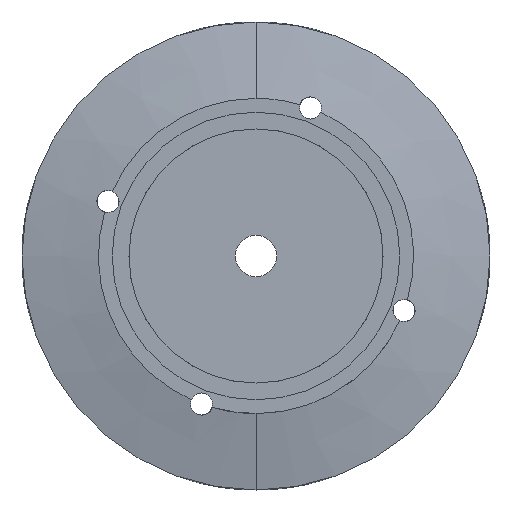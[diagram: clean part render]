
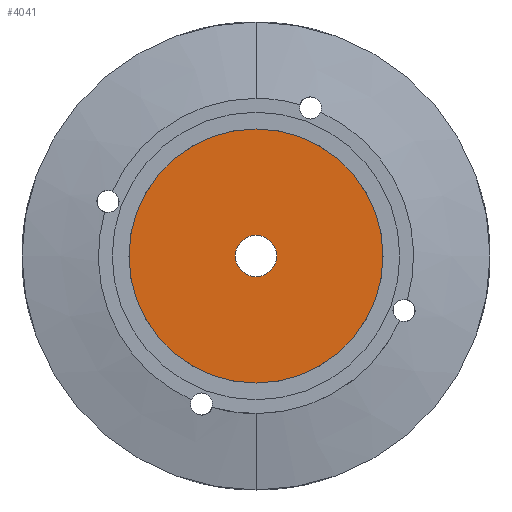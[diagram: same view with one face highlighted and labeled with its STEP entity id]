
A CAD part, front view. The second image highlights one B-rep face of the part: STEP entity #4041.
In plain terms, the highlighted planar face has unit normal (0, -1, 0).
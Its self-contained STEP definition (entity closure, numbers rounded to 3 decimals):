
#124 = AXIS2_PLACEMENT_3D ( 'NONE', #3888, #736, #1557 ) ;
#413 = CIRCLE ( 'NONE', #953, 19. ) ;
#543 = DIRECTION ( 'NONE',  ( 0., 1., 0. ) ) ;
#736 = DIRECTION ( 'NONE',  ( 0., 1., 0. ) ) ;
#891 = DIRECTION ( 'NONE',  ( 0., 1., 0. ) ) ;
#953 = AXIS2_PLACEMENT_3D ( 'NONE', #2533, #543, #4884 ) ;
#1289 = DIRECTION ( 'NONE',  ( 0., 1., 0. ) ) ;
#1313 = DIRECTION ( 'NONE',  ( 0., 0., 1. ) ) ;
#1557 = DIRECTION ( 'NONE',  ( 0., 0., 1. ) ) ;
#1617 = CIRCLE ( 'NONE', #3107, 19. ) ;
#1655 = CARTESIAN_POINT ( 'NONE',  ( 0., 10.3, 0. ) ) ;
#1665 = EDGE_CURVE ( 'NONE', #4243, #1872, #1617, .T. ) ;
#1715 = DIRECTION ( 'NONE',  ( 0., -1., 0. ) ) ;
#1726 = EDGE_CURVE ( 'NONE', #1872, #4243, #413, .T. ) ;
#1872 = VERTEX_POINT ( 'NONE', #4613 ) ;
#2088 = CARTESIAN_POINT ( 'NONE',  ( 0., 10.3, -3.1 ) ) ;
#2443 = EDGE_CURVE ( 'NONE', #2873, #4660, #4018, .T. ) ;
#2455 = CARTESIAN_POINT ( 'NONE',  ( 0., 10.3, 0. ) ) ;
#2466 = ORIENTED_EDGE ( 'NONE', *, *, #2443, .T. ) ;
#2533 = CARTESIAN_POINT ( 'NONE',  ( 0., 10.3, 0. ) ) ;
#2761 = ORIENTED_EDGE ( 'NONE', *, *, #1726, .F. ) ;
#2798 = FACE_OUTER_BOUND ( 'NONE', #3932, .T. ) ;
#2873 = VERTEX_POINT ( 'NONE', #3902 ) ;
#2957 = PLANE ( 'NONE',  #3997 ) ;
#2967 = CIRCLE ( 'NONE', #3509, 3.1 ) ;
#2993 = CARTESIAN_POINT ( 'NONE',  ( 0., 10.3, -19. ) ) ;
#3107 = AXIS2_PLACEMENT_3D ( 'NONE', #1655, #1289, #4005 ) ;
#3291 = CARTESIAN_POINT ( 'NONE',  ( -3.1, 10.3, 0. ) ) ;
#3509 = AXIS2_PLACEMENT_3D ( 'NONE', #2455, #891, #1313 ) ;
#3784 = ORIENTED_EDGE ( 'NONE', *, *, #5046, .T. ) ;
#3888 = CARTESIAN_POINT ( 'NONE',  ( 0., 10.3, 0. ) ) ;
#3902 = CARTESIAN_POINT ( 'NONE',  ( 0., 10.3, 3.1 ) ) ;
#3932 = EDGE_LOOP ( 'NONE', ( #2761, #4848 ) ) ;
#3997 = AXIS2_PLACEMENT_3D ( 'NONE', #3291, #1715, #4888 ) ;
#4005 = DIRECTION ( 'NONE',  ( 0., 0., 1. ) ) ;
#4018 = CIRCLE ( 'NONE', #124, 3.1 ) ;
#4041 = ADVANCED_FACE ( 'NONE', ( #5017, #2798 ), #2957, .T. ) ;
#4243 = VERTEX_POINT ( 'NONE', #2993 ) ;
#4613 = CARTESIAN_POINT ( 'NONE',  ( 0., 10.3, 19. ) ) ;
#4660 = VERTEX_POINT ( 'NONE', #2088 ) ;
#4848 = ORIENTED_EDGE ( 'NONE', *, *, #1665, .F. ) ;
#4884 = DIRECTION ( 'NONE',  ( 0., 0., 1. ) ) ;
#4888 = DIRECTION ( 'NONE',  ( 0., 0., -1. ) ) ;
#5017 = FACE_BOUND ( 'NONE', #5056, .T. ) ;
#5046 = EDGE_CURVE ( 'NONE', #4660, #2873, #2967, .T. ) ;
#5056 = EDGE_LOOP ( 'NONE', ( #2466, #3784 ) ) ;
